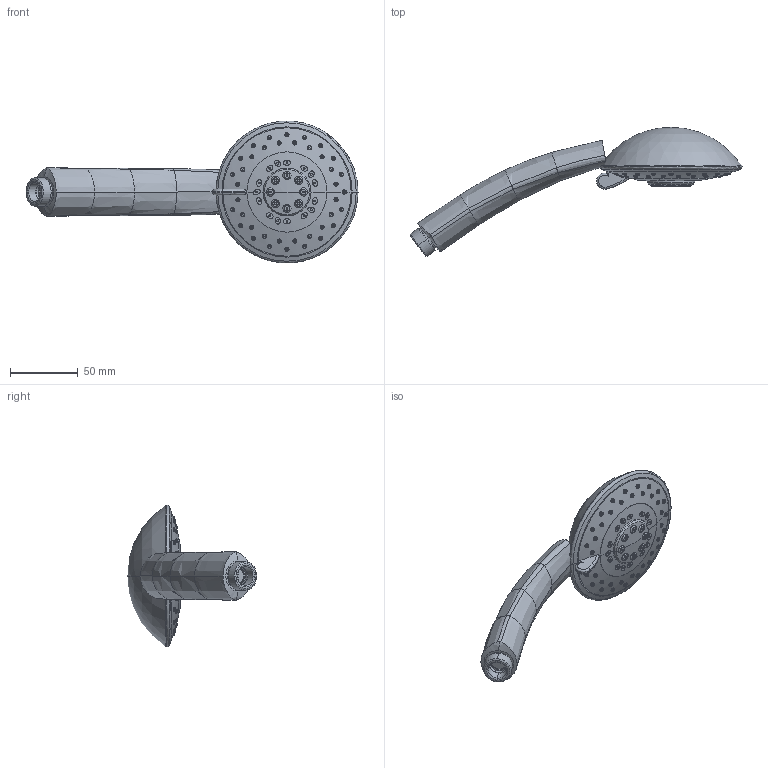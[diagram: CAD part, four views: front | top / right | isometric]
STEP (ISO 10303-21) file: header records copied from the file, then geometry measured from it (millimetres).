
FILE_DESCRIPTION((''),'2;1');
FILE_NAME('ZDOC075CR','2021-11-15T08:29:57',('ut3'),('PAFFONI SpA'),'CREO PARAMETRIC BY PTC INC, 2020044','CREO PARAMETRIC BY PTC INC, 2020044','');
FILE_SCHEMA(('CONFIG_CONTROL_DESIGN','SHAPE_APPEARANCE_LAYERS_GROUPS'));
Length unit declared in the file: millimetre
Products named in the file (1): ZDOC075CR
Bounding box: 244.23 x 95.09 x 104.24 mm (x, y, z)
Volume: 286110.7 mm3; surface area: 50928.7 mm2
Topology: 2 solids, 2 shells, 573 faces, 1215 edges, 767 vertices
Faces by surface type: cylinder 289, torus 101, bspline 88, plane 81, cone 10, sphere 4
Entity records: 23159 total; most frequent: CARTESIAN_POINT 7250, ORIENTED_EDGE 2422, DIRECTION 2400, EDGE_CURVE 1211, AXIS2_PLACEMENT_3D 1053, VERTEX_POINT 767, EDGE_LOOP 698, FILL_AREA_STYLE_COLOUR 574
